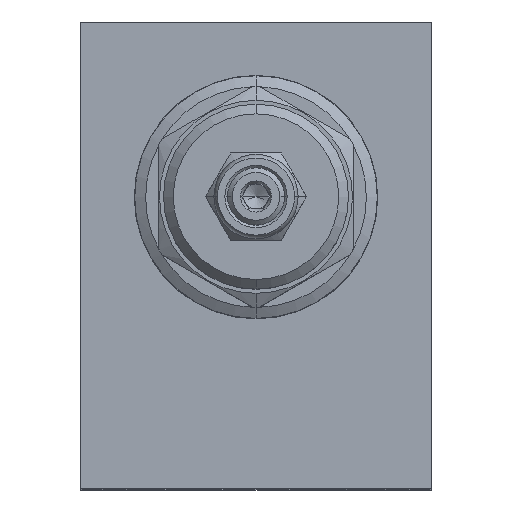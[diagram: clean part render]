
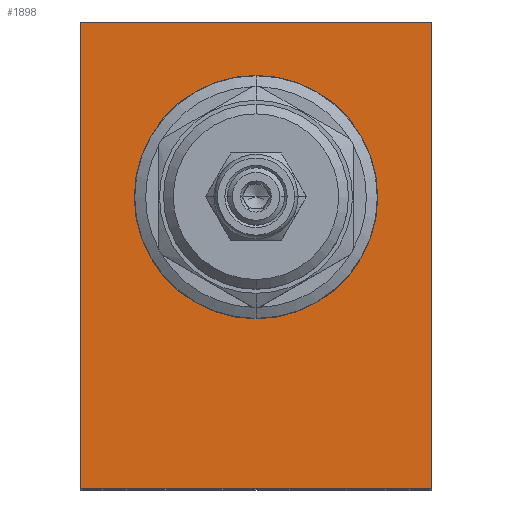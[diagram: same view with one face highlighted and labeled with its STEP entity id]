
A CAD part, top view. The second image highlights one B-rep face of the part: STEP entity #1898.
In plain terms, the highlighted planar face has unit normal (0, 0, 1).
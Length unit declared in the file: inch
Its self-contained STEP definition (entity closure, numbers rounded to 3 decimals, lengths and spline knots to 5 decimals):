
#765=DIRECTION('',(0.,-1.,0.));
#766=VECTOR('',#765,3.);
#767=CARTESIAN_POINT('',(0.,0.,4.));
#768=LINE('',#767,#766);
#769=DIRECTION('',(-1.,0.,0.));
#770=VECTOR('',#769,2.25);
#771=CARTESIAN_POINT('',(2.25,0.,4.));
#772=LINE('',#771,#770);
#773=DIRECTION('',(0.,1.,0.));
#774=VECTOR('',#773,3.);
#775=CARTESIAN_POINT('',(2.25,-3.,4.));
#776=LINE('',#775,#774);
#777=DIRECTION('',(1.,0.,0.));
#778=VECTOR('',#777,2.25);
#779=CARTESIAN_POINT('',(0.,-3.,4.));
#780=LINE('',#779,#778);
#781=CARTESIAN_POINT('',(1.125,-1.125,4.));
#782=DIRECTION('',(0.,0.,-1.));
#783=DIRECTION('',(-1.,0.,0.));
#784=AXIS2_PLACEMENT_3D('',#781,#782,#783);
#786=CARTESIAN_POINT('',(1.125,-1.125,4.));
#787=DIRECTION('',(0.,0.,-1.));
#788=DIRECTION('',(1.,0.,0.));
#789=AXIS2_PLACEMENT_3D('',#786,#787,#788);
#1040=CARTESIAN_POINT('',(0.,0.,4.));
#1041=CARTESIAN_POINT('',(0.,-3.,4.));
#1042=VERTEX_POINT('',#1040);
#1043=VERTEX_POINT('',#1041);
#1044=CARTESIAN_POINT('',(2.25,-3.,4.));
#1045=VERTEX_POINT('',#1044);
#1046=CARTESIAN_POINT('',(2.25,0.,4.));
#1047=VERTEX_POINT('',#1046);
#1088=CARTESIAN_POINT('',(1.907,-1.125,4.));
#1089=VERTEX_POINT('',#1088);
#1094=CARTESIAN_POINT('',(0.343,-1.125,4.));
#1095=VERTEX_POINT('',#1094);
#1879=CARTESIAN_POINT('',(0.,0.,4.));
#1880=DIRECTION('',(0.,0.,1.));
#1881=DIRECTION('',(1.,0.,0.));
#1882=AXIS2_PLACEMENT_3D('',#1879,#1880,#1881);
#1883=PLANE('',#1882);
#1885=ORIENTED_EDGE('',*,*,#1884,.F.);
#1887=ORIENTED_EDGE('',*,*,#1886,.F.);
#1889=ORIENTED_EDGE('',*,*,#1888,.F.);
#1891=ORIENTED_EDGE('',*,*,#1890,.F.);
#1892=EDGE_LOOP('',(#1885,#1887,#1889,#1891));
#1893=FACE_OUTER_BOUND('',#1892,.F.);
#1894=ORIENTED_EDGE('',*,*,#1874,.F.);
#1895=ORIENTED_EDGE('',*,*,#1858,.F.);
#1896=EDGE_LOOP('',(#1894,#1895));
#1897=FACE_BOUND('',#1896,.F.);
#1898=ADVANCED_FACE('',(#1893,#1897),#1883,.T.);
#785=CIRCLE('',#784,0.782);
#790=CIRCLE('',#789,0.782);
#1858=EDGE_CURVE('',#1089,#1095,#790,.T.);
#1874=EDGE_CURVE('',#1095,#1089,#785,.T.);
#1884=EDGE_CURVE('',#1042,#1043,#768,.T.);
#1886=EDGE_CURVE('',#1047,#1042,#772,.T.);
#1888=EDGE_CURVE('',#1045,#1047,#776,.T.);
#1890=EDGE_CURVE('',#1043,#1045,#780,.T.);
